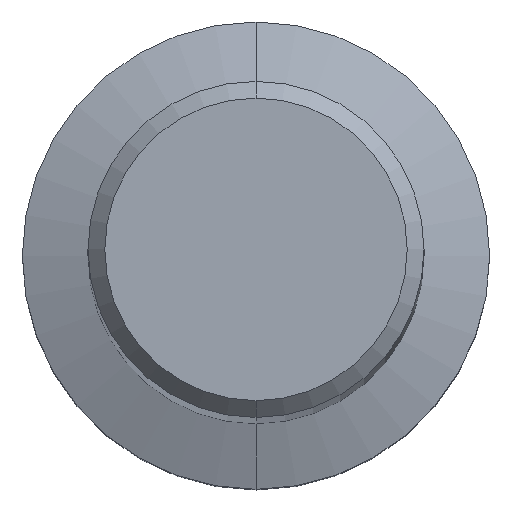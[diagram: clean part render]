
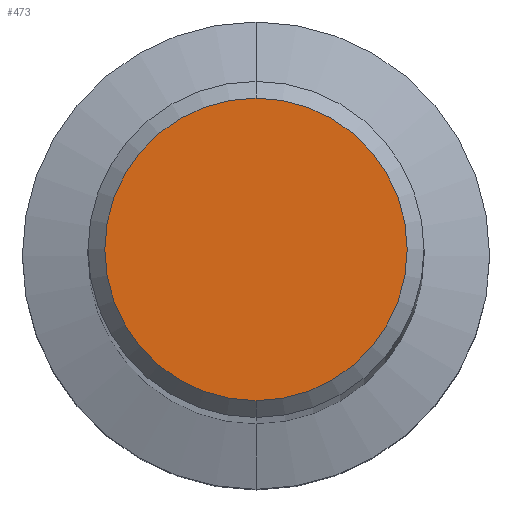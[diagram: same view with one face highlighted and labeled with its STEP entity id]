
A CAD part, top view. The second image highlights one B-rep face of the part: STEP entity #473.
In plain terms, the highlighted planar face has unit normal (0, 0, 1).
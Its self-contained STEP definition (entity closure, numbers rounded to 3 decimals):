
#255=EDGE_CURVE('',#263,#417,#620,.T.);
#263=VERTEX_POINT('',#629);
#417=VERTEX_POINT('',#804);
#461=EDGE_CURVE('',#417,#263,#851,.T.);
#473=ADVANCED_FACE('',(#864),#865,.T.);
#620=CIRCLE('',#1087,3.6);
#629=CARTESIAN_POINT('',(0.0,3.6,0.0));
#804=CARTESIAN_POINT('',(0.,-3.6,0.0));
#851=CIRCLE('',#1469,3.6);
#864=FACE_OUTER_BOUND('',#1482,.T.);
#865=PLANE('',#1483);
#1087=AXIS2_PLACEMENT_3D('',#1744,#1745,#1746);
#1469=AXIS2_PLACEMENT_3D('',#2027,#2028,#2029);
#1482=EDGE_LOOP('',(#2040,#2041));
#1483=AXIS2_PLACEMENT_3D('',#2042,#2043,#2044);
#1744=CARTESIAN_POINT('',(0.0,0.0,0.0));
#1745=DIRECTION('',(0.0,0.0,-1.0));
#1746=DIRECTION('',(0.0,1.0,0.0));
#2027=CARTESIAN_POINT('',(0.0,0.0,0.0));
#2028=DIRECTION('',(0.0,0.0,-1.0));
#2029=DIRECTION('',(0.0,1.0,0.0));
#2040=ORIENTED_EDGE('',*,*,#255,.F.);
#2041=ORIENTED_EDGE('',*,*,#461,.F.);
#2042=CARTESIAN_POINT('',(0.0,1.8,0.0));
#2043=DIRECTION('',(-0.0,0.0,1.0));
#2044=DIRECTION('',(0.0,-1.0,0.0));
